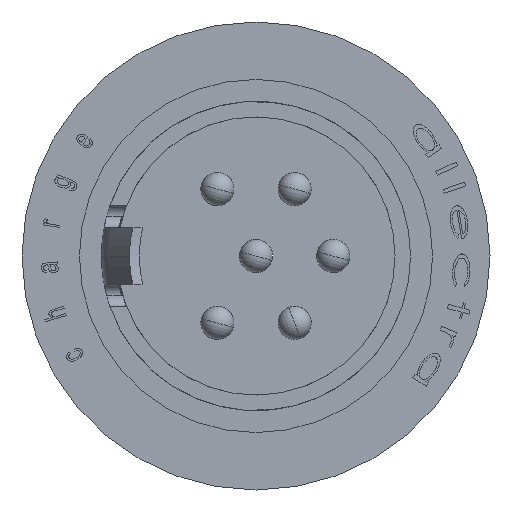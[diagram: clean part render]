
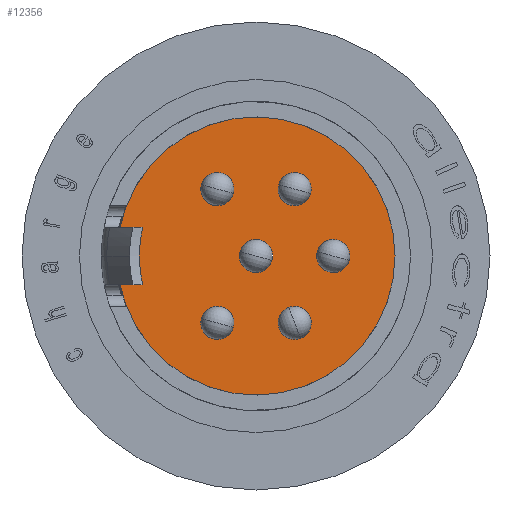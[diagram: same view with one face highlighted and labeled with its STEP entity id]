
A CAD part, left-side view. The second image highlights one B-rep face of the part: STEP entity #12356.
In plain terms, the highlighted face is planar.
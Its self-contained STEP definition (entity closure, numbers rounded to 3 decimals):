
#47 = DIRECTION ( 'NONE',  ( 0., 0., 1. ) ) ;
#139 = DIRECTION ( 'NONE',  ( 0., 0., 1. ) ) ;
#147 = CARTESIAN_POINT ( 'NONE',  ( 3.03, 0., 2.5 ) ) ;
#194 = CIRCLE ( 'NONE', #11728, 0.75 ) ;
#315 = DIRECTION ( 'NONE',  ( 0., 1., 0. ) ) ;
#531 = CIRCLE ( 'NONE', #8484, 6.3 ) ;
#541 = DIRECTION ( 'NONE',  ( 0., 1., 0. ) ) ;
#797 = EDGE_LOOP ( 'NONE', ( #951, #7626 ) ) ;
#877 = EDGE_LOOP ( 'NONE', ( #3239, #9565 ) ) ;
#951 = ORIENTED_EDGE ( 'NONE', *, *, #5054, .F. ) ;
#965 = CARTESIAN_POINT ( 'NONE',  ( -3.03, 0., -1. ) ) ;
#1129 = DIRECTION ( 'NONE',  ( 0., 0., 1. ) ) ;
#1419 = CIRCLE ( 'NONE', #9593, 0.75 ) ;
#1437 = CIRCLE ( 'NONE', #5902, 0.75 ) ;
#1505 = VERTEX_POINT ( 'NONE', #10472 ) ;
#1548 = ORIENTED_EDGE ( 'NONE', *, *, #10636, .T. ) ;
#1601 = FACE_OUTER_BOUND ( 'NONE', #797, .T. ) ;
#1755 = CARTESIAN_POINT ( 'NONE',  ( 0., 0., 0.75 ) ) ;
#1757 = EDGE_CURVE ( 'NONE', #6306, #9285, #6434, .T. ) ;
#1832 = CARTESIAN_POINT ( 'NONE',  ( 0., 0., 0. ) ) ;
#1902 = VERTEX_POINT ( 'NONE', #5123 ) ;
#1947 = FACE_BOUND ( 'NONE', #7579, .T. ) ;
#1950 = CARTESIAN_POINT ( 'NONE',  ( -3.03, 0., 1. ) ) ;
#2223 = VERTEX_POINT ( 'NONE', #1755 ) ;
#2250 = CARTESIAN_POINT ( 'NONE',  ( -3.03, 0., -1.75 ) ) ;
#2293 = VERTEX_POINT ( 'NONE', #965 ) ;
#2337 = AXIS2_PLACEMENT_3D ( 'NONE', #12711, #6566, #47 ) ;
#2374 = DIRECTION ( 'NONE',  ( 0., 1., 0. ) ) ;
#2686 = VERTEX_POINT ( 'NONE', #147 ) ;
#2781 = CARTESIAN_POINT ( 'NONE',  ( -3.03, 0., 1.75 ) ) ;
#2887 = DIRECTION ( 'NONE',  ( 0., 1., 0. ) ) ;
#2959 = DIRECTION ( 'NONE',  ( 0., 0., 1. ) ) ;
#2981 = VERTEX_POINT ( 'NONE', #10169 ) ;
#3192 = VERTEX_POINT ( 'NONE', #11696 ) ;
#3239 = ORIENTED_EDGE ( 'NONE', *, *, #5770, .T. ) ;
#3375 = DIRECTION ( 'NONE',  ( 0., 0., 1. ) ) ;
#3444 = ORIENTED_EDGE ( 'NONE', *, *, #4651, .T. ) ;
#3608 = AXIS2_PLACEMENT_3D ( 'NONE', #1832, #9223, #2959 ) ;
#3902 = DIRECTION ( 'NONE',  ( 0., 0., 1. ) ) ;
#4076 = ORIENTED_EDGE ( 'NONE', *, *, #11876, .T. ) ;
#4137 = CARTESIAN_POINT ( 'NONE',  ( 3.03, 0., -1. ) ) ;
#4190 = AXIS2_PLACEMENT_3D ( 'NONE', #6162, #13329, #7182 ) ;
#4556 = FACE_BOUND ( 'NONE', #877, .T. ) ;
#4651 = EDGE_CURVE ( 'NONE', #2293, #3192, #9562, .T. ) ;
#4879 = FACE_BOUND ( 'NONE', #5254, .T. ) ;
#5022 = EDGE_LOOP ( 'NONE', ( #7657, #11639 ) ) ;
#5034 = CIRCLE ( 'NONE', #6767, 0.75 ) ;
#5038 = DIRECTION ( 'NONE',  ( 0., 1., 0. ) ) ;
#5054 = EDGE_CURVE ( 'NONE', #6517, #8714, #12763, .T. ) ;
#5123 = CARTESIAN_POINT ( 'NONE',  ( 0., 0., -4.25 ) ) ;
#5155 = EDGE_LOOP ( 'NONE', ( #10034, #11655 ) ) ;
#5254 = EDGE_LOOP ( 'NONE', ( #3444, #4076 ) ) ;
#5285 = EDGE_LOOP ( 'NONE', ( #7919, #1548 ) ) ;
#5304 = EDGE_CURVE ( 'NONE', #8714, #6517, #531, .T. ) ;
#5375 = DIRECTION ( 'NONE',  ( 0., 1., 0. ) ) ;
#5490 = DIRECTION ( 'NONE',  ( 0., 1., 0. ) ) ;
#5513 = ORIENTED_EDGE ( 'NONE', *, *, #6502, .T. ) ;
#5593 = VERTEX_POINT ( 'NONE', #8475 ) ;
#5658 = AXIS2_PLACEMENT_3D ( 'NONE', #6327, #6298, #6283 ) ;
#5770 = EDGE_CURVE ( 'NONE', #1505, #1902, #9229, .T. ) ;
#5849 = EDGE_CURVE ( 'NONE', #2981, #8828, #8263, .T. ) ;
#5902 = AXIS2_PLACEMENT_3D ( 'NONE', #8681, #2374, #9707 ) ;
#6081 = CARTESIAN_POINT ( 'NONE',  ( 3.03, 0., -2.5 ) ) ;
#6162 = CARTESIAN_POINT ( 'NONE',  ( 3.03, 0., 1.75 ) ) ;
#6274 = EDGE_CURVE ( 'NONE', #9285, #6306, #13524, .T. ) ;
#6283 = DIRECTION ( 'NONE',  ( 0., 0., 1. ) ) ;
#6298 = DIRECTION ( 'NONE',  ( 0., 1., 0. ) ) ;
#6306 = VERTEX_POINT ( 'NONE', #6081 ) ;
#6327 = CARTESIAN_POINT ( 'NONE',  ( 3.03, 0., -1.75 ) ) ;
#6434 = CIRCLE ( 'NONE', #5658, 0.75 ) ;
#6502 = EDGE_CURVE ( 'NONE', #5593, #2223, #5034, .T. ) ;
#6517 = VERTEX_POINT ( 'NONE', #10598 ) ;
#6566 = DIRECTION ( 'NONE',  ( 0., 1., 0. ) ) ;
#6578 = AXIS2_PLACEMENT_3D ( 'NONE', #11632, #7543, #1129 ) ;
#6656 = DIRECTION ( 'NONE',  ( 0., 1., 0. ) ) ;
#6767 = AXIS2_PLACEMENT_3D ( 'NONE', #11623, #5490, #12653 ) ;
#6799 = CIRCLE ( 'NONE', #11652, 0.75 ) ;
#6823 = CARTESIAN_POINT ( 'NONE',  ( 0., 0., 0. ) ) ;
#6852 = AXIS2_PLACEMENT_3D ( 'NONE', #7024, #541, #8066 ) ;
#7024 = CARTESIAN_POINT ( 'NONE',  ( 0., 0., -3.5 ) ) ;
#7182 = DIRECTION ( 'NONE',  ( 0., 0., 1. ) ) ;
#7264 = FACE_BOUND ( 'NONE', #5022, .T. ) ;
#7468 = EDGE_CURVE ( 'NONE', #2686, #13664, #12582, .T. ) ;
#7543 = DIRECTION ( 'NONE',  ( 0., 1., 0. ) ) ;
#7579 = EDGE_LOOP ( 'NONE', ( #13418, #5513 ) ) ;
#7626 = ORIENTED_EDGE ( 'NONE', *, *, #5304, .F. ) ;
#7657 = ORIENTED_EDGE ( 'NONE', *, *, #6274, .T. ) ;
#7751 = CIRCLE ( 'NONE', #2337, 0.75 ) ;
#7855 = DIRECTION ( 'NONE',  ( 0., 0., 1. ) ) ;
#7919 = ORIENTED_EDGE ( 'NONE', *, *, #7468, .T. ) ;
#8055 = AXIS2_PLACEMENT_3D ( 'NONE', #2250, #9604, #3375 ) ;
#8066 = DIRECTION ( 'NONE',  ( 0., 0., 1. ) ) ;
#8263 = CIRCLE ( 'NONE', #10996, 0.75 ) ;
#8360 = CARTESIAN_POINT ( 'NONE',  ( 3.03, 0., 1. ) ) ;
#8475 = CARTESIAN_POINT ( 'NONE',  ( 0., 0., -0.75 ) ) ;
#8484 = AXIS2_PLACEMENT_3D ( 'NONE', #6823, #315, #7855 ) ;
#8681 = CARTESIAN_POINT ( 'NONE',  ( 0., 0., -3.5 ) ) ;
#8714 = VERTEX_POINT ( 'NONE', #10001 ) ;
#8828 = VERTEX_POINT ( 'NONE', #1950 ) ;
#9146 = CARTESIAN_POINT ( 'NONE',  ( -3.03, 0., -1.75 ) ) ;
#9223 = DIRECTION ( 'NONE',  ( 0., 1., 0. ) ) ;
#9229 = CIRCLE ( 'NONE', #6852, 0.75 ) ;
#9285 = VERTEX_POINT ( 'NONE', #4137 ) ;
#9367 = EDGE_CURVE ( 'NONE', #2223, #5593, #7751, .T. ) ;
#9562 = CIRCLE ( 'NONE', #8055, 0.75 ) ;
#9565 = ORIENTED_EDGE ( 'NONE', *, *, #12386, .T. ) ;
#9593 = AXIS2_PLACEMENT_3D ( 'NONE', #9146, #2887, #10167 ) ;
#9604 = DIRECTION ( 'NONE',  ( 0., 1., 0. ) ) ;
#9707 = DIRECTION ( 'NONE',  ( 0., 0., 1. ) ) ;
#10001 = CARTESIAN_POINT ( 'NONE',  ( 0., 0., 6.3 ) ) ;
#10010 = FACE_BOUND ( 'NONE', #5155, .T. ) ;
#10034 = ORIENTED_EDGE ( 'NONE', *, *, #5849, .T. ) ;
#10083 = DIRECTION ( 'NONE',  ( 0., 1., 0. ) ) ;
#10167 = DIRECTION ( 'NONE',  ( 0., 0., 1. ) ) ;
#10169 = CARTESIAN_POINT ( 'NONE',  ( -3.03, 0., 2.5 ) ) ;
#10472 = CARTESIAN_POINT ( 'NONE',  ( 0., 0., -2.75 ) ) ;
#10598 = CARTESIAN_POINT ( 'NONE',  ( 0., 0., -6.3 ) ) ;
#10636 = EDGE_CURVE ( 'NONE', #13664, #2686, #194, .T. ) ;
#10996 = AXIS2_PLACEMENT_3D ( 'NONE', #2781, #10083, #3902 ) ;
#11202 = CARTESIAN_POINT ( 'NONE',  ( 3.03, 0., -1.75 ) ) ;
#11515 = CARTESIAN_POINT ( 'NONE',  ( -3.03, 0., 1.75 ) ) ;
#11623 = CARTESIAN_POINT ( 'NONE',  ( 0., 0., 0. ) ) ;
#11632 = CARTESIAN_POINT ( 'NONE',  ( 0., 0., 0. ) ) ;
#11639 = ORIENTED_EDGE ( 'NONE', *, *, #1757, .T. ) ;
#11652 = AXIS2_PLACEMENT_3D ( 'NONE', #11515, #5375, #12534 ) ;
#11655 = ORIENTED_EDGE ( 'NONE', *, *, #12009, .T. ) ;
#11696 = CARTESIAN_POINT ( 'NONE',  ( -3.03, 0., -2.5 ) ) ;
#11728 = AXIS2_PLACEMENT_3D ( 'NONE', #12808, #6656, #139 ) ;
#11851 = AXIS2_PLACEMENT_3D ( 'NONE', #11202, #5038, #12212 ) ;
#11876 = EDGE_CURVE ( 'NONE', #3192, #2293, #1419, .T. ) ;
#12009 = EDGE_CURVE ( 'NONE', #8828, #2981, #6799, .T. ) ;
#12212 = DIRECTION ( 'NONE',  ( 0., 0., 1. ) ) ;
#12356 = ADVANCED_FACE ( 'NONE', ( #10010, #4879, #1947, #13057, #7264, #4556, #1601 ), #13673, .F. ) ;
#12386 = EDGE_CURVE ( 'NONE', #1902, #1505, #1437, .T. ) ;
#12534 = DIRECTION ( 'NONE',  ( 0., 0., 1. ) ) ;
#12582 = CIRCLE ( 'NONE', #4190, 0.75 ) ;
#12653 = DIRECTION ( 'NONE',  ( 0., 0., 1. ) ) ;
#12711 = CARTESIAN_POINT ( 'NONE',  ( 0., 0., 0. ) ) ;
#12763 = CIRCLE ( 'NONE', #3608, 6.3 ) ;
#12808 = CARTESIAN_POINT ( 'NONE',  ( 3.03, 0., 1.75 ) ) ;
#13057 = FACE_BOUND ( 'NONE', #5285, .T. ) ;
#13329 = DIRECTION ( 'NONE',  ( 0., 1., 0. ) ) ;
#13418 = ORIENTED_EDGE ( 'NONE', *, *, #9367, .T. ) ;
#13524 = CIRCLE ( 'NONE', #11851, 0.75 ) ;
#13664 = VERTEX_POINT ( 'NONE', #8360 ) ;
#13673 = PLANE ( 'NONE',  #6578 ) ;
